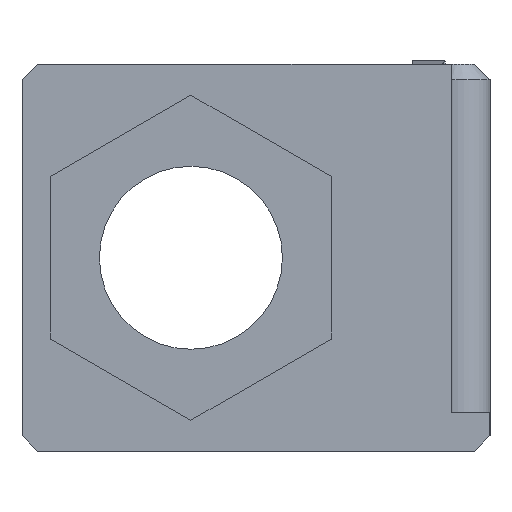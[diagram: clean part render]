
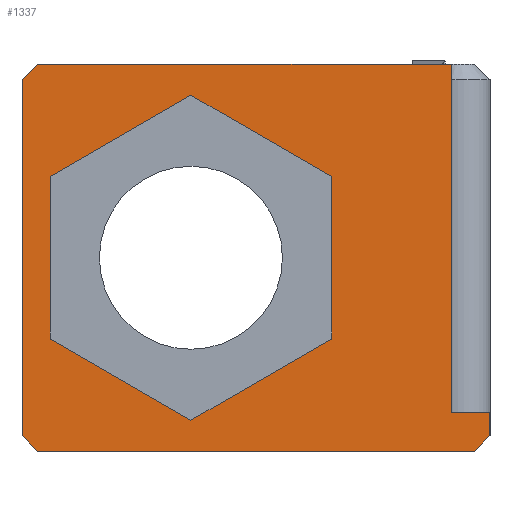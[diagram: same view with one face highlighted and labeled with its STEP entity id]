
A CAD part, left-side view. The second image highlights one B-rep face of the part: STEP entity #1337.
In plain terms, the highlighted planar face has unit normal (-1, 0, 0).
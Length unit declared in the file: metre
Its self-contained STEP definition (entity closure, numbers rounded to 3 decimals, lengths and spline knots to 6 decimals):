
#66=ORIENTED_EDGE('',*,*,#458,.F.);
#67=ORIENTED_EDGE('',*,*,#459,.F.);
#68=ORIENTED_EDGE('',*,*,#460,.F.);
#69=ORIENTED_EDGE('',*,*,#461,.F.);
#70=ORIENTED_EDGE('',*,*,#462,.F.);
#71=ORIENTED_EDGE('',*,*,#463,.F.);
#72=ORIENTED_EDGE('',*,*,#464,.F.);
#73=ORIENTED_EDGE('',*,*,#465,.F.);
#74=ORIENTED_EDGE('',*,*,#466,.F.);
#75=ORIENTED_EDGE('',*,*,#467,.F.);
#76=ORIENTED_EDGE('',*,*,#468,.T.);
#77=ORIENTED_EDGE('',*,*,#469,.T.);
#78=ORIENTED_EDGE('',*,*,#470,.T.);
#79=ORIENTED_EDGE('',*,*,#471,.T.);
#80=ORIENTED_EDGE('',*,*,#472,.T.);
#458=EDGE_CURVE('',#654,#655,#784,.T.);
#459=EDGE_CURVE('',#656,#654,#785,.T.);
#460=EDGE_CURVE('',#657,#656,#786,.T.);
#461=EDGE_CURVE('',#658,#657,#787,.T.);
#462=EDGE_CURVE('',#659,#658,#788,.T.);
#463=EDGE_CURVE('',#655,#659,#789,.T.);
#464=EDGE_CURVE('',#660,#661,#790,.F.);
#465=EDGE_CURVE('',#662,#660,#791,.T.);
#466=EDGE_CURVE('',#663,#662,#792,.T.);
#467=EDGE_CURVE('',#664,#663,#793,.F.);
#468=EDGE_CURVE('',#664,#665,#794,.F.);
#469=EDGE_CURVE('',#665,#666,#795,.F.);
#470=EDGE_CURVE('',#666,#667,#796,.F.);
#471=EDGE_CURVE('',#667,#668,#797,.F.);
#472=EDGE_CURVE('',#668,#661,#798,.F.);
#654=VERTEX_POINT('',#1920);
#655=VERTEX_POINT('',#1921);
#656=VERTEX_POINT('',#1923);
#657=VERTEX_POINT('',#1925);
#658=VERTEX_POINT('',#1927);
#659=VERTEX_POINT('',#1929);
#660=VERTEX_POINT('',#1932);
#661=VERTEX_POINT('',#1933);
#662=VERTEX_POINT('',#1935);
#663=VERTEX_POINT('',#1937);
#664=VERTEX_POINT('',#1939);
#665=VERTEX_POINT('',#1941);
#666=VERTEX_POINT('',#1943);
#667=VERTEX_POINT('',#1945);
#668=VERTEX_POINT('',#1947);
#784=LINE('',#1919,#968);
#785=LINE('',#1922,#969);
#786=LINE('',#1924,#970);
#787=LINE('',#1926,#971);
#788=LINE('',#1928,#972);
#789=LINE('',#1930,#973);
#790=LINE('',#1931,#974);
#791=LINE('',#1934,#975);
#792=LINE('',#1936,#976);
#793=LINE('',#1938,#977);
#794=LINE('',#1940,#978);
#795=LINE('',#1942,#979);
#796=LINE('',#1944,#980);
#797=LINE('',#1946,#981);
#798=LINE('',#1948,#982);
#968=VECTOR('',#1549,1.);
#969=VECTOR('',#1550,1.);
#970=VECTOR('',#1551,1.);
#971=VECTOR('',#1552,1.);
#972=VECTOR('',#1553,1.);
#973=VECTOR('',#1554,1.);
#974=VECTOR('',#1555,1.);
#975=VECTOR('',#1556,1.);
#976=VECTOR('',#1557,1.);
#977=VECTOR('',#1558,1.);
#978=VECTOR('',#1559,1.);
#979=VECTOR('',#1560,1.);
#980=VECTOR('',#1561,1.);
#981=VECTOR('',#1562,1.);
#982=VECTOR('',#1563,1.);
#1124=EDGE_LOOP('',(#66,#67,#68,#69,#70,#71));
#1125=EDGE_LOOP('',(#72,#73,#74,#75,#76,#77,#78,#79,#80));
#1198=FACE_BOUND('',#1124,.T.);
#1199=FACE_BOUND('',#1125,.T.);
#1272=PLANE('',#1420);
#1337=ADVANCED_FACE('',(#1198,#1199),#1272,.F.);
#1420=AXIS2_PLACEMENT_3D('',#1918,#1547,#1548);
#1547=DIRECTION('',(1.,0.,0.));
#1548=DIRECTION('',(0.,0.,-1.));
#1549=DIRECTION('',(0.,-0.866,0.5));
#1550=DIRECTION('',(0.,-0.866,-0.5));
#1551=DIRECTION('',(0.,0.,-1.));
#1552=DIRECTION('',(0.,0.866,-0.5));
#1553=DIRECTION('',(0.,0.866,0.5));
#1554=DIRECTION('',(0.,0.,1.));
#1555=DIRECTION('',(0.,0.,1.));
#1556=DIRECTION('',(0.,-1.,0.));
#1557=DIRECTION('',(0.,0.,-1.));
#1558=DIRECTION('',(0.,1.,0.));
#1559=DIRECTION('',(0.,-0.707,0.707));
#1560=DIRECTION('',(0.,0.,1.));
#1561=DIRECTION('',(0.,0.707,0.707));
#1562=DIRECTION('',(0.,1.,0.));
#1563=DIRECTION('',(0.,0.707,-0.707));
#1918=CARTESIAN_POINT('',(-0.022,0.03065,-0.002));
#1919=CARTESIAN_POINT('',(-0.022,0.024538,-0.012587));
#1920=CARTESIAN_POINT('',(-0.022,0.0239,-0.012219));
#1921=CARTESIAN_POINT('',(-0.022,0.0199,-0.009909));
#1922=CARTESIAN_POINT('',(-0.022,0.033387,-0.006741));
#1923=CARTESIAN_POINT('',(-0.022,0.0279,-0.009909));
#1924=CARTESIAN_POINT('',(-0.022,0.0279,-0.002));
#1925=CARTESIAN_POINT('',(-0.022,0.0279,-0.005291));
#1926=CARTESIAN_POINT('',(-0.022,0.028538,-0.005659));
#1927=CARTESIAN_POINT('',(-0.022,0.0239,-0.002981));
#1928=CARTESIAN_POINT('',(-0.022,0.029387,0.000187));
#1929=CARTESIAN_POINT('',(-0.022,0.0199,-0.005291));
#1930=CARTESIAN_POINT('',(-0.022,0.0199,-0.002));
#1931=CARTESIAN_POINT('',(-0.022,0.0154,-0.002));
#1932=CARTESIAN_POINT('',(-0.022,0.0154,-0.012));
#1933=CARTESIAN_POINT('',(-0.022,0.0154,-0.012659));
#1934=CARTESIAN_POINT('',(-0.022,0.03065,-0.012));
#1935=CARTESIAN_POINT('',(-0.022,0.0165,-0.012));
#1936=CARTESIAN_POINT('',(-0.022,0.0165,-0.002));
#1937=CARTESIAN_POINT('',(-0.022,0.0165,-0.0021));
#1938=CARTESIAN_POINT('',(-0.022,0.02205,-0.0021));
#1939=CARTESIAN_POINT('',(-0.022,0.028259,-0.0021));
#1940=CARTESIAN_POINT('',(-0.022,0.028729,-0.002571));
#1941=CARTESIAN_POINT('',(-0.022,0.0287,-0.002541));
#1942=CARTESIAN_POINT('',(-0.022,0.0287,-0.002));
#1943=CARTESIAN_POINT('',(-0.022,0.0287,-0.012659));
#1944=CARTESIAN_POINT('',(-0.022,0.028229,-0.013129));
#1945=CARTESIAN_POINT('',(-0.022,0.028259,-0.0131));
#1946=CARTESIAN_POINT('',(-0.022,0.02205,-0.0131));
#1947=CARTESIAN_POINT('',(-0.022,0.015841,-0.0131));
#1948=CARTESIAN_POINT('',(-0.022,0.015371,-0.012629));
